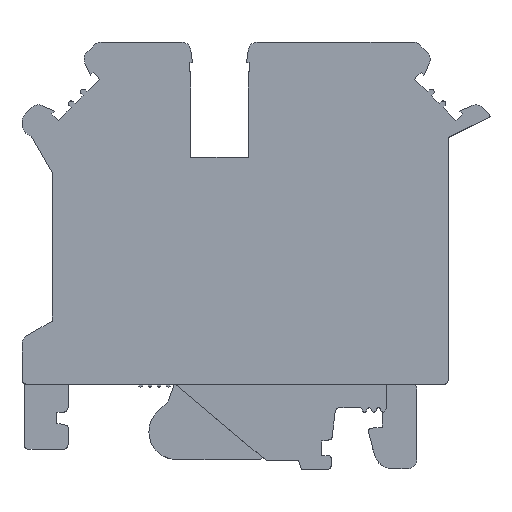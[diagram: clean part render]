
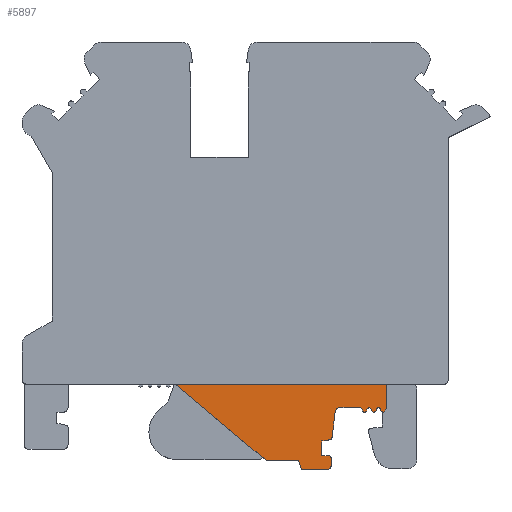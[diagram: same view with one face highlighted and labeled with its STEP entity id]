
A CAD part, top view. The second image highlights one B-rep face of the part: STEP entity #5897.
In plain terms, the highlighted planar face has unit normal (0, 0, 1).
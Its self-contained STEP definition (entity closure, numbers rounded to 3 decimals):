
#876=DIRECTION('',(1.,0.,0.));
#877=VECTOR('',#876,22.762);
#878=CARTESIAN_POINT('',(-4.762,-24.4,2.5));
#879=LINE('',#878,#877);
#1460=DIRECTION('',(0.,1.,0.));
#1461=VECTOR('',#1460,2.507);
#1462=CARTESIAN_POINT('',(18.,-26.907,2.5));
#1463=LINE('',#1462,#1461);
#1464=DIRECTION('',(0.5,0.866,0.));
#1465=VECTOR('',#1464,0.454);
#1466=CARTESIAN_POINT('',(17.773,-27.3,2.5));
#1467=LINE('',#1466,#1465);
#1468=CARTESIAN_POINT('',(17.6,-27.2,2.5));
#1469=DIRECTION('',(0.,0.,1.));
#1470=DIRECTION('',(-0.866,-0.5,0.));
#1471=AXIS2_PLACEMENT_3D('',#1468,#1469,#1470);
#1473=DIRECTION('',(0.5,-0.866,0.));
#1474=VECTOR('',#1473,0.307);
#1475=CARTESIAN_POINT('',(17.273,-27.034,2.5));
#1476=LINE('',#1475,#1474);
#1477=CARTESIAN_POINT('',(17.1,-27.134,2.5));
#1478=DIRECTION('',(0.,0.,-1.));
#1479=DIRECTION('',(-0.866,0.5,0.));
#1480=AXIS2_PLACEMENT_3D('',#1477,#1478,#1479);
#1482=DIRECTION('',(0.5,0.866,0.));
#1483=VECTOR('',#1482,0.307);
#1484=CARTESIAN_POINT('',(16.773,-27.3,2.5));
#1485=LINE('',#1484,#1483);
#1486=CARTESIAN_POINT('',(16.6,-27.2,2.5));
#1487=DIRECTION('',(0.,0.,1.));
#1488=DIRECTION('',(-0.866,-0.5,0.));
#1489=AXIS2_PLACEMENT_3D('',#1486,#1487,#1488);
#1491=DIRECTION('',(0.5,-0.866,0.));
#1492=VECTOR('',#1491,0.307);
#1493=CARTESIAN_POINT('',(16.273,-27.034,2.5));
#1494=LINE('',#1493,#1492);
#1495=CARTESIAN_POINT('',(16.1,-27.134,2.5));
#1496=DIRECTION('',(0.,0.,-1.));
#1497=DIRECTION('',(-0.866,0.5,0.));
#1498=AXIS2_PLACEMENT_3D('',#1495,#1496,#1497);
#1500=DIRECTION('',(0.5,0.866,0.));
#1501=VECTOR('',#1500,0.307);
#1502=CARTESIAN_POINT('',(15.773,-27.3,2.5));
#1503=LINE('',#1502,#1501);
#1504=CARTESIAN_POINT('',(15.6,-27.2,2.5));
#1505=DIRECTION('',(0.,0.,1.));
#1506=DIRECTION('',(-0.866,-0.5,0.));
#1507=AXIS2_PLACEMENT_3D('',#1504,#1505,#1506);
#1509=DIRECTION('',(0.5,-0.866,0.));
#1510=VECTOR('',#1509,0.346);
#1511=CARTESIAN_POINT('',(15.254,-27.,2.5));
#1512=LINE('',#1511,#1510);
#1513=CARTESIAN_POINT('',(15.08,-27.1,2.5));
#1514=DIRECTION('',(0.,0.,-1.));
#1515=DIRECTION('',(0.,1.,0.));
#1516=AXIS2_PLACEMENT_3D('',#1513,#1514,#1515);
#1518=DIRECTION('',(1.,0.,0.));
#1519=VECTOR('',#1518,2.138);
#1520=CARTESIAN_POINT('',(12.942,-26.9,2.5));
#1521=LINE('',#1520,#1519);
#1522=CARTESIAN_POINT('',(12.942,-27.4,2.5));
#1523=DIRECTION('',(0.,0.,-1.));
#1524=DIRECTION('',(-0.993,0.122,0.));
#1525=AXIS2_PLACEMENT_3D('',#1522,#1523,#1524);
#1527=DIRECTION('',(0.122,0.993,0.));
#1528=VECTOR('',#1527,2.802);
#1529=CARTESIAN_POINT('',(12.105,-30.12,2.5));
#1530=LINE('',#1529,#1528);
#1531=CARTESIAN_POINT('',(11.807,-30.084,2.5));
#1532=DIRECTION('',(0.,0.,1.));
#1533=DIRECTION('',(0.139,-0.99,0.));
#1534=AXIS2_PLACEMENT_3D('',#1531,#1532,#1533);
#1536=DIRECTION('',(0.99,0.139,0.));
#1537=VECTOR('',#1536,0.855);
#1538=CARTESIAN_POINT('',(11.002,-30.5,2.5));
#1539=LINE('',#1538,#1537);
#1540=DIRECTION('',(0.,1.,0.));
#1541=VECTOR('',#1540,1.6);
#1542=CARTESIAN_POINT('',(11.002,-32.1,2.5));
#1543=LINE('',#1542,#1541);
#1544=DIRECTION('',(-1.,0.,0.));
#1545=VECTOR('',#1544,0.8);
#1546=CARTESIAN_POINT('',(11.802,-32.1,2.5));
#1547=LINE('',#1546,#1545);
#1548=CARTESIAN_POINT('',(11.802,-32.3,2.5));
#1549=DIRECTION('',(0.,0.,1.));
#1550=DIRECTION('',(1.,0.,0.));
#1551=AXIS2_PLACEMENT_3D('',#1548,#1549,#1550);
#1553=DIRECTION('',(0.,1.,0.));
#1554=VECTOR('',#1553,0.8);
#1555=CARTESIAN_POINT('',(12.002,-33.1,2.5));
#1556=LINE('',#1555,#1554);
#1557=CARTESIAN_POINT('',(11.502,-33.1,2.5));
#1558=DIRECTION('',(0.,0.,1.));
#1559=DIRECTION('',(0.,-1.,0.));
#1560=AXIS2_PLACEMENT_3D('',#1557,#1558,#1559);
#1562=DIRECTION('',(1.,0.,0.));
#1563=VECTOR('',#1562,2.702);
#1564=CARTESIAN_POINT('',(8.8,-33.6,2.5));
#1565=LINE('',#1564,#1563);
#1566=DIRECTION('',(0.287,-0.958,0.));
#1567=VECTOR('',#1566,1.044);
#1568=CARTESIAN_POINT('',(8.5,-32.6,2.5));
#1569=LINE('',#1568,#1567);
#1570=DIRECTION('',(1.,0.,0.));
#1571=VECTOR('',#1570,3.489);
#1572=CARTESIAN_POINT('',(5.011,-32.6,2.5));
#1573=LINE('',#1572,#1571);
#1574=DIRECTION('',(0.766,-0.643,0.));
#1575=VECTOR('',#1574,12.757);
#1576=CARTESIAN_POINT('',(-4.762,-24.4,2.5));
#1577=LINE('',#1576,#1575);
#3151=CARTESIAN_POINT('',(5.011,-32.6,2.5));
#3152=CARTESIAN_POINT('',(8.5,-32.6,2.5));
#3153=VERTEX_POINT('',#3151);
#3154=VERTEX_POINT('',#3152);
#3155=CARTESIAN_POINT('',(8.8,-33.6,2.5));
#3156=VERTEX_POINT('',#3155);
#3157=CARTESIAN_POINT('',(11.502,-33.6,2.5));
#3158=VERTEX_POINT('',#3157);
#3159=CARTESIAN_POINT('',(12.002,-33.1,2.5));
#3160=VERTEX_POINT('',#3159);
#3161=CARTESIAN_POINT('',(12.002,-32.3,2.5));
#3162=VERTEX_POINT('',#3161);
#3163=CARTESIAN_POINT('',(11.802,-32.1,2.5));
#3164=VERTEX_POINT('',#3163);
#3165=CARTESIAN_POINT('',(11.002,-32.1,2.5));
#3166=VERTEX_POINT('',#3165);
#3167=CARTESIAN_POINT('',(11.002,-30.5,2.5));
#3168=VERTEX_POINT('',#3167);
#3169=CARTESIAN_POINT('',(11.849,-30.381,2.5));
#3170=VERTEX_POINT('',#3169);
#3171=CARTESIAN_POINT('',(12.105,-30.12,2.5));
#3172=VERTEX_POINT('',#3171);
#3173=CARTESIAN_POINT('',(12.446,-27.339,2.5));
#3174=VERTEX_POINT('',#3173);
#3175=CARTESIAN_POINT('',(12.942,-26.9,2.5));
#3176=VERTEX_POINT('',#3175);
#3177=CARTESIAN_POINT('',(15.08,-26.9,2.5));
#3178=VERTEX_POINT('',#3177);
#3179=CARTESIAN_POINT('',(15.254,-27.,2.5));
#3180=VERTEX_POINT('',#3179);
#3181=CARTESIAN_POINT('',(15.427,-27.3,2.5));
#3182=VERTEX_POINT('',#3181);
#3183=CARTESIAN_POINT('',(15.773,-27.3,2.5));
#3184=VERTEX_POINT('',#3183);
#3185=CARTESIAN_POINT('',(15.927,-27.034,2.5));
#3186=VERTEX_POINT('',#3185);
#3187=CARTESIAN_POINT('',(16.273,-27.034,2.5));
#3188=VERTEX_POINT('',#3187);
#3189=CARTESIAN_POINT('',(16.427,-27.3,2.5));
#3190=VERTEX_POINT('',#3189);
#3191=CARTESIAN_POINT('',(16.773,-27.3,2.5));
#3192=VERTEX_POINT('',#3191);
#3193=CARTESIAN_POINT('',(16.927,-27.034,2.5));
#3194=VERTEX_POINT('',#3193);
#3195=CARTESIAN_POINT('',(17.273,-27.034,2.5));
#3196=VERTEX_POINT('',#3195);
#3197=CARTESIAN_POINT('',(17.427,-27.3,2.5));
#3198=VERTEX_POINT('',#3197);
#3199=CARTESIAN_POINT('',(17.773,-27.3,2.5));
#3200=VERTEX_POINT('',#3199);
#3201=CARTESIAN_POINT('',(18.,-26.907,2.5));
#3202=VERTEX_POINT('',#3201);
#3335=CARTESIAN_POINT('',(-4.762,-24.4,2.5));
#3336=CARTESIAN_POINT('',(18.,-24.4,2.5));
#3337=VERTEX_POINT('',#3335);
#3338=VERTEX_POINT('',#3336);
#5835=CARTESIAN_POINT('',(0.,0.,2.5));
#5836=DIRECTION('',(0.,0.,1.));
#5837=DIRECTION('',(1.,0.,0.));
#5838=AXIS2_PLACEMENT_3D('',#5835,#5836,#5837);
#5839=PLANE('',#5838);
#5840=ORIENTED_EDGE('',*,*,#5039,.T.);
#5842=ORIENTED_EDGE('',*,*,#5841,.F.);
#5844=ORIENTED_EDGE('',*,*,#5843,.F.);
#5846=ORIENTED_EDGE('',*,*,#5845,.F.);
#5848=ORIENTED_EDGE('',*,*,#5847,.F.);
#5850=ORIENTED_EDGE('',*,*,#5849,.F.);
#5852=ORIENTED_EDGE('',*,*,#5851,.F.);
#5854=ORIENTED_EDGE('',*,*,#5853,.F.);
#5856=ORIENTED_EDGE('',*,*,#5855,.F.);
#5858=ORIENTED_EDGE('',*,*,#5857,.F.);
#5860=ORIENTED_EDGE('',*,*,#5859,.F.);
#5862=ORIENTED_EDGE('',*,*,#5861,.F.);
#5864=ORIENTED_EDGE('',*,*,#5863,.F.);
#5866=ORIENTED_EDGE('',*,*,#5865,.F.);
#5868=ORIENTED_EDGE('',*,*,#5867,.F.);
#5870=ORIENTED_EDGE('',*,*,#5869,.F.);
#5872=ORIENTED_EDGE('',*,*,#5871,.F.);
#5874=ORIENTED_EDGE('',*,*,#5873,.F.);
#5876=ORIENTED_EDGE('',*,*,#5875,.F.);
#5878=ORIENTED_EDGE('',*,*,#5877,.F.);
#5880=ORIENTED_EDGE('',*,*,#5879,.F.);
#5882=ORIENTED_EDGE('',*,*,#5881,.F.);
#5884=ORIENTED_EDGE('',*,*,#5883,.F.);
#5886=ORIENTED_EDGE('',*,*,#5885,.F.);
#5888=ORIENTED_EDGE('',*,*,#5887,.F.);
#5890=ORIENTED_EDGE('',*,*,#5889,.F.);
#5892=ORIENTED_EDGE('',*,*,#5891,.F.);
#5894=ORIENTED_EDGE('',*,*,#5893,.F.);
#5895=EDGE_LOOP('',(#5840,#5842,#5844,#5846,#5848,#5850,#5852,#5854,#5856,#5858,
#5860,#5862,#5864,#5866,#5868,#5870,#5872,#5874,#5876,#5878,#5880,#5882,#5884,
#5886,#5888,#5890,#5892,#5894));
#5896=FACE_OUTER_BOUND('',#5895,.F.);
#5897=ADVANCED_FACE('',(#5896),#5839,.T.);
#1472=CIRCLE('',#1471,0.2);
#1481=CIRCLE('',#1480,0.2);
#1490=CIRCLE('',#1489,0.2);
#1499=CIRCLE('',#1498,0.2);
#1508=CIRCLE('',#1507,0.2);
#1517=CIRCLE('',#1516,0.2);
#1526=CIRCLE('',#1525,0.5);
#1535=CIRCLE('',#1534,0.3);
#1552=CIRCLE('',#1551,0.2);
#1561=CIRCLE('',#1560,0.5);
#5039=EDGE_CURVE('',#3337,#3338,#879,.T.);
#5841=EDGE_CURVE('',#3202,#3338,#1463,.T.);
#5843=EDGE_CURVE('',#3200,#3202,#1467,.T.);
#5845=EDGE_CURVE('',#3198,#3200,#1472,.T.);
#5847=EDGE_CURVE('',#3196,#3198,#1476,.T.);
#5849=EDGE_CURVE('',#3194,#3196,#1481,.T.);
#5851=EDGE_CURVE('',#3192,#3194,#1485,.T.);
#5853=EDGE_CURVE('',#3190,#3192,#1490,.T.);
#5855=EDGE_CURVE('',#3188,#3190,#1494,.T.);
#5857=EDGE_CURVE('',#3186,#3188,#1499,.T.);
#5859=EDGE_CURVE('',#3184,#3186,#1503,.T.);
#5861=EDGE_CURVE('',#3182,#3184,#1508,.T.);
#5863=EDGE_CURVE('',#3180,#3182,#1512,.T.);
#5865=EDGE_CURVE('',#3178,#3180,#1517,.T.);
#5867=EDGE_CURVE('',#3176,#3178,#1521,.T.);
#5869=EDGE_CURVE('',#3174,#3176,#1526,.T.);
#5871=EDGE_CURVE('',#3172,#3174,#1530,.T.);
#5873=EDGE_CURVE('',#3170,#3172,#1535,.T.);
#5875=EDGE_CURVE('',#3168,#3170,#1539,.T.);
#5877=EDGE_CURVE('',#3166,#3168,#1543,.T.);
#5879=EDGE_CURVE('',#3164,#3166,#1547,.T.);
#5881=EDGE_CURVE('',#3162,#3164,#1552,.T.);
#5883=EDGE_CURVE('',#3160,#3162,#1556,.T.);
#5885=EDGE_CURVE('',#3158,#3160,#1561,.T.);
#5887=EDGE_CURVE('',#3156,#3158,#1565,.T.);
#5889=EDGE_CURVE('',#3154,#3156,#1569,.T.);
#5891=EDGE_CURVE('',#3153,#3154,#1573,.T.);
#5893=EDGE_CURVE('',#3337,#3153,#1577,.T.);
